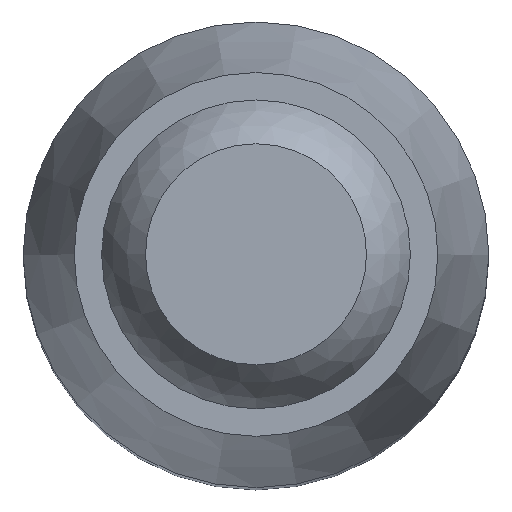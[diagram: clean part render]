
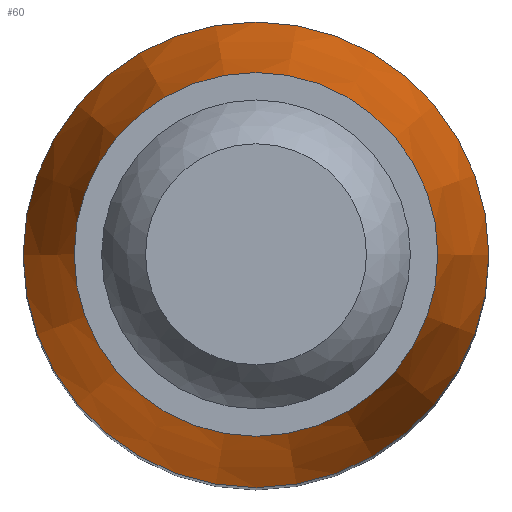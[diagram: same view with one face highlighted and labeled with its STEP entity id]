
A CAD part, top view. The second image highlights one B-rep face of the part: STEP entity #60.
In plain terms, the highlighted conical face has half-angle 11.77 degrees and reference radius 3.125 mm.
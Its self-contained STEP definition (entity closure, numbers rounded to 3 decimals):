
#60 = ADVANCED_FACE( '', ( #129, #130 ), #131, .T. );
#129 = FACE_OUTER_BOUND( '', #203, .T. );
#130 = FACE_BOUND( '', #204, .T. );
#131 = CONICAL_SURFACE( '', #205, 3.125, 0.205 );
#203 = EDGE_LOOP( '', ( #307 ) );
#204 = EDGE_LOOP( '', ( #308 ) );
#205 = AXIS2_PLACEMENT_3D( '', #309, #310, #311 );
#307 = ORIENTED_EDGE( '', *, *, #429, .F. );
#308 = ORIENTED_EDGE( '', *, *, #431, .F. );
#309 = CARTESIAN_POINT( '', ( 0., 0., 28.05 ) );
#310 = DIRECTION( '', ( 0., 0., -1. ) );
#311 = DIRECTION( '', ( -1., 0., 0. ) );
#429 = EDGE_CURVE( '', #505, #505, #506, .F. );
#431 = EDGE_CURVE( '', #508, #508, #509, .T. );
#505 = VERTEX_POINT( '', #600 );
#506 = CIRCLE( '', #601, 4. );
#508 = VERTEX_POINT( '', #603 );
#509 = CIRCLE( '', #604, 3.125 );
#600 = CARTESIAN_POINT( '', ( 4., 0., 23.85 ) );
#601 = AXIS2_PLACEMENT_3D( '', #681, #682, #683 );
#603 = CARTESIAN_POINT( '', ( 3.125, 0., 28.05 ) );
#604 = AXIS2_PLACEMENT_3D( '', #684, #685, #686 );
#681 = CARTESIAN_POINT( '', ( 0., 0., 23.85 ) );
#682 = DIRECTION( '', ( 0., 0., 1. ) );
#683 = DIRECTION( '', ( 1., 0., 0. ) );
#684 = CARTESIAN_POINT( '', ( 0., 0., 28.05 ) );
#685 = DIRECTION( '', ( 0., 0., 1. ) );
#686 = DIRECTION( '', ( 1., 0., 0. ) );
